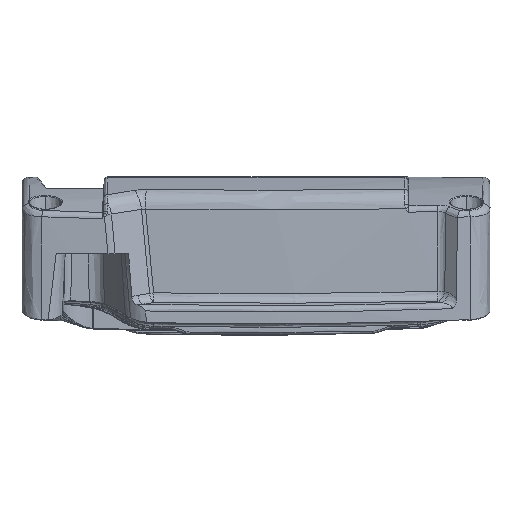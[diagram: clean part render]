
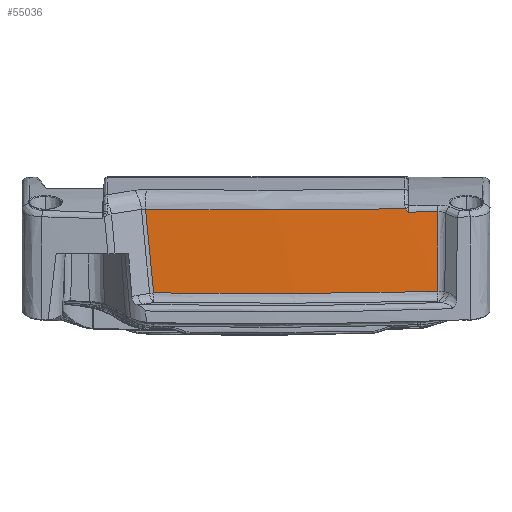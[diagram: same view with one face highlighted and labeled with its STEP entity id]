
A CAD part, top view. The second image highlights one B-rep face of the part: STEP entity #55036.
In plain terms, the highlighted conical face has half-angle 1 degrees and reference radius 1001.87 mm.
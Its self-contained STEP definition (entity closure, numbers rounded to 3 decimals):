
#11611=CARTESIAN_POINT('',(-30.69,67.862,
40.197));
#11612=CARTESIAN_POINT('',(-24.443,67.787,
40.39));
#11613=CARTESIAN_POINT('',(-12.105,67.684,
40.652));
#11614=CARTESIAN_POINT('',(5.735,67.663,40.707));
#11615=CARTESIAN_POINT('',(23.49,67.765,40.447));
#11616=CARTESIAN_POINT('',(35.54,67.918,40.054));
#11617=CARTESIAN_POINT('',(41.595,68.015,39.801));
#11622=CARTESIAN_POINT('',(41.595,68.015,39.801));
#11623=CARTESIAN_POINT('',(41.664,67.905,39.8));
#11624=CARTESIAN_POINT('',(41.811,67.706,39.797));
#11625=CARTESIAN_POINT('',(42.045,67.454,39.792));
#11626=CARTESIAN_POINT('',(42.257,67.253,39.787));
#11627=CARTESIAN_POINT('',(42.396,67.13,39.783));
#11628=CARTESIAN_POINT('',(42.462,67.071,39.781));
#11633=CARTESIAN_POINT('',(42.462,67.071,39.781));
#11634=CARTESIAN_POINT('',(43.763,67.095,39.725));
#11635=CARTESIAN_POINT('',(46.407,67.146,39.607));
#11636=CARTESIAN_POINT('',(49.134,67.204,39.474));
#11637=CARTESIAN_POINT('',(50.519,67.234,39.404));
#11642=CARTESIAN_POINT('',(50.387,45.017,39.799));
#11643=CARTESIAN_POINT('',(50.401,47.301,39.758));
#11644=CARTESIAN_POINT('',(50.428,51.99,39.675));
#11645=CARTESIAN_POINT('',(50.472,59.285,39.545));
#11646=CARTESIAN_POINT('',(50.503,64.532,39.452));
#11647=CARTESIAN_POINT('',(50.519,67.234,39.404));
#11652=CARTESIAN_POINT('',(-28.435,44.631,
40.67));
#11653=CARTESIAN_POINT('',(-23.178,44.564,
40.82));
#11654=CARTESIAN_POINT('',(-12.663,44.466,
41.037));
#11655=CARTESIAN_POINT('',(3.106,44.431,41.113));
#11656=CARTESIAN_POINT('',(18.872,44.51,40.939));
#11657=CARTESIAN_POINT('',(34.633,44.701,40.515));
#11658=CARTESIAN_POINT('',(45.137,44.901,40.065));
#11659=CARTESIAN_POINT('',(50.387,45.017,39.799));
#11664=CARTESIAN_POINT('',(-28.435,44.631,
40.67));
#11665=CARTESIAN_POINT('',(-28.669,47.034,
40.621));
#11666=CARTESIAN_POINT('',(-29.148,51.957,
40.521));
#11667=CARTESIAN_POINT('',(-29.889,59.59,
40.366));
#11668=CARTESIAN_POINT('',(-30.418,65.054,
40.255));
#11669=CARTESIAN_POINT('',(-30.69,67.862,
40.197));
#11720=CARTESIAN_POINT('',(-30.69,67.862,
40.197));
#11812=CARTESIAN_POINT('',(50.519,67.234,39.404));
#37425=CARTESIAN_POINT('',(50.387,45.017,39.799));
#37426=VERTEX_POINT('',#37425);
#37428=VERTEX_POINT('',#11652);
#37466=VERTEX_POINT('',#11812);
#37474=VERTEX_POINT('',#11720);
#37493=VERTEX_POINT('',#11617);
#37496=VERTEX_POINT('',#11633);
#55018=CARTESIAN_POINT('',(0.,56.231,-961.));
#55019=DIRECTION('',(0.,-1.,0.));
#55020=DIRECTION('',(0.,0.,-1.));
#55021=AXIS2_PLACEMENT_3D('',#55018,#55019,#55020);
#55022=CONICAL_SURFACE('',#55021,1001.871,1.);
#55024=ORIENTED_EDGE('',*,*,#55023,.T.);
#55025=ORIENTED_EDGE('',*,*,#55011,.T.);
#55027=ORIENTED_EDGE('',*,*,#55026,.T.);
#55029=ORIENTED_EDGE('',*,*,#55028,.F.);
#55031=ORIENTED_EDGE('',*,*,#55030,.F.);
#55033=ORIENTED_EDGE('',*,*,#55032,.T.);
#55034=EDGE_LOOP('',(#55024,#55025,#55027,#55029,#55031,#55033));
#55035=FACE_OUTER_BOUND('',#55034,.F.);
#55036=ADVANCED_FACE('',(#55035),#55022,.T.);
#11618=B_SPLINE_CURVE_WITH_KNOTS('',3,(#11611,#11612,#11613,#11614,#11615,
#11616,#11617),.UNSPECIFIED.,.F.,.F.,(4,1,1,1,4),(0.,0.25,0.5,0.75,
1.),.UNSPECIFIED.);
#11629=B_SPLINE_CURVE_WITH_KNOTS('',3,(#11622,#11623,#11624,#11625,#11626,
#11627,#11628),.UNSPECIFIED.,.F.,.F.,(4,1,1,1,4),(0.,0.25,0.5,0.75,
1.),.UNSPECIFIED.);
#11638=B_SPLINE_CURVE_WITH_KNOTS('',3,(#11633,#11634,#11635,#11636,#11637),
.UNSPECIFIED.,.F.,.F.,(4,1,4),(0.,0.5,1.),.UNSPECIFIED.);
#11648=B_SPLINE_CURVE_WITH_KNOTS('',3,(#11642,#11643,#11644,#11645,#11646,
#11647),.UNSPECIFIED.,.F.,.F.,(4,1,1,4),(0.,0.333,
0.667,1.),.UNSPECIFIED.);
#11660=B_SPLINE_CURVE_WITH_KNOTS('',3,(#11652,#11653,#11654,#11655,#11656,
#11657,#11658,#11659),.UNSPECIFIED.,.F.,.F.,(4,1,1,1,1,4),(0.,0.2,0.4,
0.6,0.8,1.),.UNSPECIFIED.);
#11670=B_SPLINE_CURVE_WITH_KNOTS('',3,(#11664,#11665,#11666,#11667,#11668,
#11669),.UNSPECIFIED.,.F.,.F.,(4,1,1,4),(0.,0.333,
0.667,1.),.UNSPECIFIED.);
#55011=EDGE_CURVE('',#37493,#37496,#11629,.T.);
#55023=EDGE_CURVE('',#37474,#37493,#11618,.T.);
#55026=EDGE_CURVE('',#37496,#37466,#11638,.T.);
#55028=EDGE_CURVE('',#37426,#37466,#11648,.T.);
#55030=EDGE_CURVE('',#37428,#37426,#11660,.T.);
#55032=EDGE_CURVE('',#37428,#37474,#11670,.T.);
